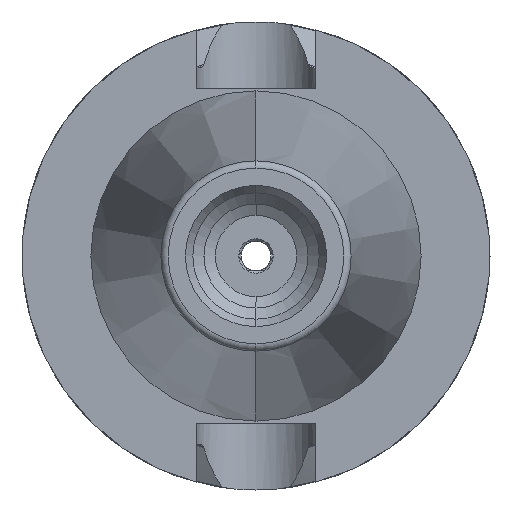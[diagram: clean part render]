
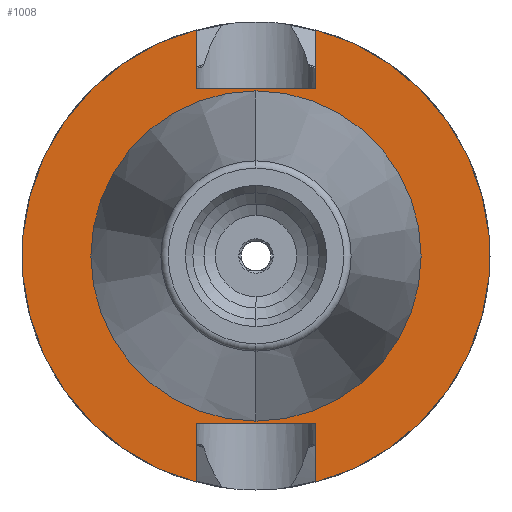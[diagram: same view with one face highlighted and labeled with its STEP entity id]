
A CAD part, left-side view. The second image highlights one B-rep face of the part: STEP entity #1008.
In plain terms, the highlighted planar face has unit normal (-1, 0, 0).
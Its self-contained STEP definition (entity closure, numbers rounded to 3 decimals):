
#152 = CIRCLE ( 'NONE', #9751, 21.725 ) ;
#156 = CARTESIAN_POINT ( 'NONE',  ( 2., -8.05, 30.454 ) ) ;
#177 = CARTESIAN_POINT ( 'NONE',  ( 2., -8.05, -22.6 ) ) ;
#272 = DIRECTION ( 'NONE',  ( 0., 0., -1. ) ) ;
#329 = LINE ( 'NONE', #2383, #2562 ) ;
#349 = CARTESIAN_POINT ( 'NONE',  ( 2., 0., 0. ) ) ;
#580 = ORIENTED_EDGE ( 'NONE', *, *, #3166, .F. ) ;
#859 = VERTEX_POINT ( 'NONE', #9552 ) ;
#943 = DIRECTION ( 'NONE',  ( 0., 0., 1. ) ) ;
#956 = DIRECTION ( 'NONE',  ( -1., 0., 0. ) ) ;
#970 = CARTESIAN_POINT ( 'NONE',  ( 2., 0., 0. ) ) ;
#1008 = ADVANCED_FACE ( 'NONE', ( #8288, #8660 ), #3016, .F. ) ;
#1122 = ORIENTED_EDGE ( 'NONE', *, *, #2979, .F. ) ;
#1374 = DIRECTION ( 'NONE',  ( 0., 0., -1. ) ) ;
#1468 = ORIENTED_EDGE ( 'NONE', *, *, #3181, .F. ) ;
#1525 = CARTESIAN_POINT ( 'NONE',  ( 2., 0., -21.725 ) ) ;
#1616 = ORIENTED_EDGE ( 'NONE', *, *, #10280, .T. ) ;
#1774 = VECTOR ( 'NONE', #272, 1000. ) ;
#1833 = EDGE_CURVE ( 'NONE', #6009, #4679, #8006, .T. ) ;
#2107 = EDGE_CURVE ( 'NONE', #2965, #859, #152, .T. ) ;
#2201 = CARTESIAN_POINT ( 'NONE',  ( 2., 8.05, -30.454 ) ) ;
#2249 = EDGE_CURVE ( 'NONE', #5766, #4679, #6115, .T. ) ;
#2281 = CARTESIAN_POINT ( 'NONE',  ( 2., -8.05, -22.6 ) ) ;
#2383 = CARTESIAN_POINT ( 'NONE',  ( 2., -8.05, 30.454 ) ) ;
#2406 = CARTESIAN_POINT ( 'NONE',  ( 2., 8.05, 22.6 ) ) ;
#2411 = EDGE_CURVE ( 'NONE', #6150, #5766, #2789, .T. ) ;
#2468 = EDGE_CURVE ( 'NONE', #6116, #6150, #2643, .T. ) ;
#2562 = VECTOR ( 'NONE', #4748, 1000. ) ;
#2619 = CARTESIAN_POINT ( 'NONE',  ( 2., -8.05, 22.6 ) ) ;
#2643 = LINE ( 'NONE', #6928, #3588 ) ;
#2677 = VECTOR ( 'NONE', #6042, 1000. ) ;
#2754 = EDGE_CURVE ( 'NONE', #6116, #6294, #7380, .T. ) ;
#2761 = DIRECTION ( 'NONE',  ( 0., 0., 1. ) ) ;
#2789 = LINE ( 'NONE', #177, #2677 ) ;
#2838 = VECTOR ( 'NONE', #3602, 1000. ) ;
#2842 = CARTESIAN_POINT ( 'NONE',  ( 2., 8.05, 30.454 ) ) ;
#2866 = CARTESIAN_POINT ( 'NONE',  ( 2., -8.05, -30.454 ) ) ;
#2965 = VERTEX_POINT ( 'NONE', #1525 ) ;
#2979 = EDGE_CURVE ( 'NONE', #6129, #6294, #329, .T. ) ;
#2980 = ORIENTED_EDGE ( 'NONE', *, *, #2107, .T. ) ;
#3016 = PLANE ( 'NONE',  #3122 ) ;
#3122 = AXIS2_PLACEMENT_3D ( 'NONE', #8592, #8576, #8573 ) ;
#3166 = EDGE_CURVE ( 'NONE', #6160, #6129, #7144, .T. ) ;
#3181 = EDGE_CURVE ( 'NONE', #6009, #6160, #10574, .T. ) ;
#3588 = VECTOR ( 'NONE', #2761, 1000. ) ;
#3602 = DIRECTION ( 'NONE',  ( 0., -1., 0. ) ) ;
#3675 = CARTESIAN_POINT ( 'NONE',  ( 2., -8.05, 22.6 ) ) ;
#3828 = CARTESIAN_POINT ( 'NONE',  ( 2., 8.05, 30.454 ) ) ;
#3981 = ORIENTED_EDGE ( 'NONE', *, *, #2249, .F. ) ;
#4185 = CARTESIAN_POINT ( 'NONE',  ( 2., 8.05, -30.454 ) ) ;
#4229 = ORIENTED_EDGE ( 'NONE', *, *, #2754, .T. ) ;
#4591 = DIRECTION ( 'NONE',  ( 0., 0., 1. ) ) ;
#4629 = DIRECTION ( 'NONE',  ( -1., 0., 0. ) ) ;
#4666 = CARTESIAN_POINT ( 'NONE',  ( 2., 0., 0. ) ) ;
#4679 = VERTEX_POINT ( 'NONE', #4185 ) ;
#4689 = EDGE_LOOP ( 'NONE', ( #7299, #3981, #8827, #10305, #4229, #1122, #580, #1468 ) ) ;
#4748 = DIRECTION ( 'NONE',  ( 0., 0., 1. ) ) ;
#5666 = CARTESIAN_POINT ( 'NONE',  ( 2., 8.05, -22.6 ) ) ;
#5766 = VERTEX_POINT ( 'NONE', #5666 ) ;
#6009 = VERTEX_POINT ( 'NONE', #3828 ) ;
#6042 = DIRECTION ( 'NONE',  ( 0., 1., 0. ) ) ;
#6094 = VECTOR ( 'NONE', #1374, 1000. ) ;
#6115 = LINE ( 'NONE', #2201, #6094 ) ;
#6116 = VERTEX_POINT ( 'NONE', #2866 ) ;
#6129 = VERTEX_POINT ( 'NONE', #2619 ) ;
#6150 = VERTEX_POINT ( 'NONE', #2281 ) ;
#6160 = VERTEX_POINT ( 'NONE', #2406 ) ;
#6294 = VERTEX_POINT ( 'NONE', #156 ) ;
#6544 = AXIS2_PLACEMENT_3D ( 'NONE', #970, #956, #943 ) ;
#6791 = AXIS2_PLACEMENT_3D ( 'NONE', #4666, #4629, #4591 ) ;
#6928 = CARTESIAN_POINT ( 'NONE',  ( 2., -8.05, -30.454 ) ) ;
#7144 = LINE ( 'NONE', #3675, #2838 ) ;
#7299 = ORIENTED_EDGE ( 'NONE', *, *, #1833, .T. ) ;
#7380 = CIRCLE ( 'NONE', #6791, 31.5 ) ;
#8006 = CIRCLE ( 'NONE', #6544, 31.5 ) ;
#8288 = FACE_OUTER_BOUND ( 'NONE', #4689, .T. ) ;
#8379 = CIRCLE ( 'NONE', #9959, 21.725 ) ;
#8573 = DIRECTION ( 'NONE',  ( 0., 0., -1. ) ) ;
#8576 = DIRECTION ( 'NONE',  ( 1., 0., 0. ) ) ;
#8592 = CARTESIAN_POINT ( 'NONE',  ( 2., 0., 0. ) ) ;
#8660 = FACE_BOUND ( 'NONE', #10361, .T. ) ;
#8827 = ORIENTED_EDGE ( 'NONE', *, *, #2411, .F. ) ;
#9552 = CARTESIAN_POINT ( 'NONE',  ( 2., 0., 21.725 ) ) ;
#9751 = AXIS2_PLACEMENT_3D ( 'NONE', #349, #10332, #10263 ) ;
#9926 = DIRECTION ( 'NONE',  ( 0., 0., -1. ) ) ;
#9956 = DIRECTION ( 'NONE',  ( 1., 0., 0. ) ) ;
#9959 = AXIS2_PLACEMENT_3D ( 'NONE', #9972, #9956, #9926 ) ;
#9972 = CARTESIAN_POINT ( 'NONE',  ( 2., 0., 0. ) ) ;
#10263 = DIRECTION ( 'NONE',  ( 0., 0., -1. ) ) ;
#10280 = EDGE_CURVE ( 'NONE', #859, #2965, #8379, .T. ) ;
#10305 = ORIENTED_EDGE ( 'NONE', *, *, #2468, .F. ) ;
#10332 = DIRECTION ( 'NONE',  ( 1., 0., 0. ) ) ;
#10361 = EDGE_LOOP ( 'NONE', ( #1616, #2980 ) ) ;
#10574 = LINE ( 'NONE', #2842, #1774 ) ;
